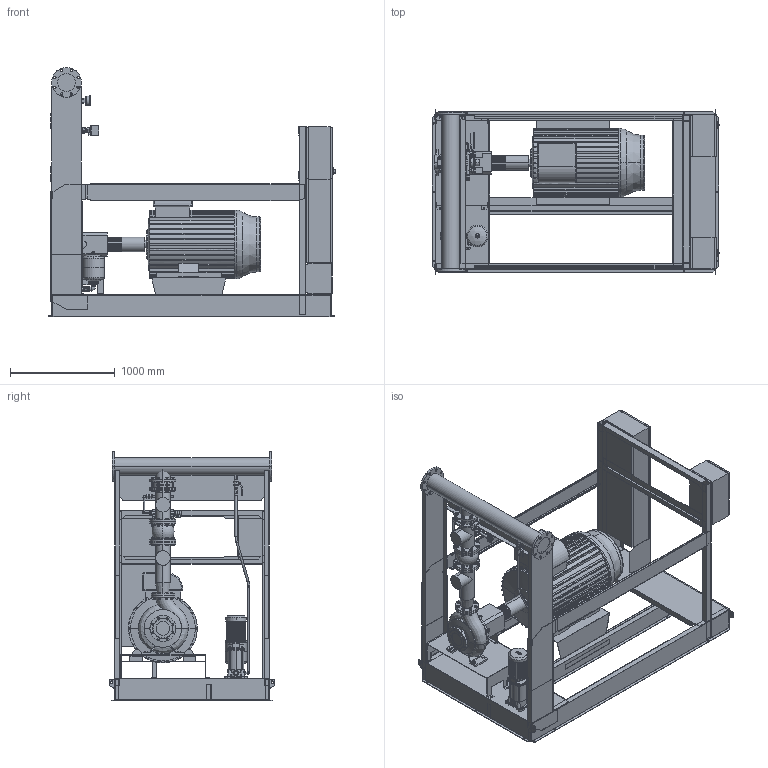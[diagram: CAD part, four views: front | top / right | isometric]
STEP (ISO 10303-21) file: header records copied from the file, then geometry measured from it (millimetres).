
FILE_DESCRIPTION((''),'2;1');
FILE_NAME('3d_Sifire-EN-100_315-272-132_1.5EJ-4183778.stp','2015-05-25T14:58:59',(''),(''),'Mechanical Desktop 2009','Mechanical Desktop 2009',', , ');
FILE_SCHEMA(('CONFIG_CONTROL_DESIGN'));
Length unit declared in the file: millimetre
Products named in the file (1): Product
Bounding box: 2744.5 x 1582 x 2379.5 mm (x, y, z)
Volume: 706231806.2 mm3; surface area: 38933882.1 mm2
Topology: 187 solids, 187 shells, 4410 faces, 10697 edges, 6749 vertices
Faces by surface type: plane 1646, bspline 1259, cylinder 909, cone 464, torus 102, sphere 30
Full cylindrical faces by diameter (mm): 359 x1
Entity records: 140596 total; most frequent: CARTESIAN_POINT 43192, ORIENTED_EDGE 21342, DIRECTION 18625, EDGE_CURVE 10671, VERTEX_POINT 6749, AXIS2_PLACEMENT_3D 6497, VECTOR 5631, LINE 5631
